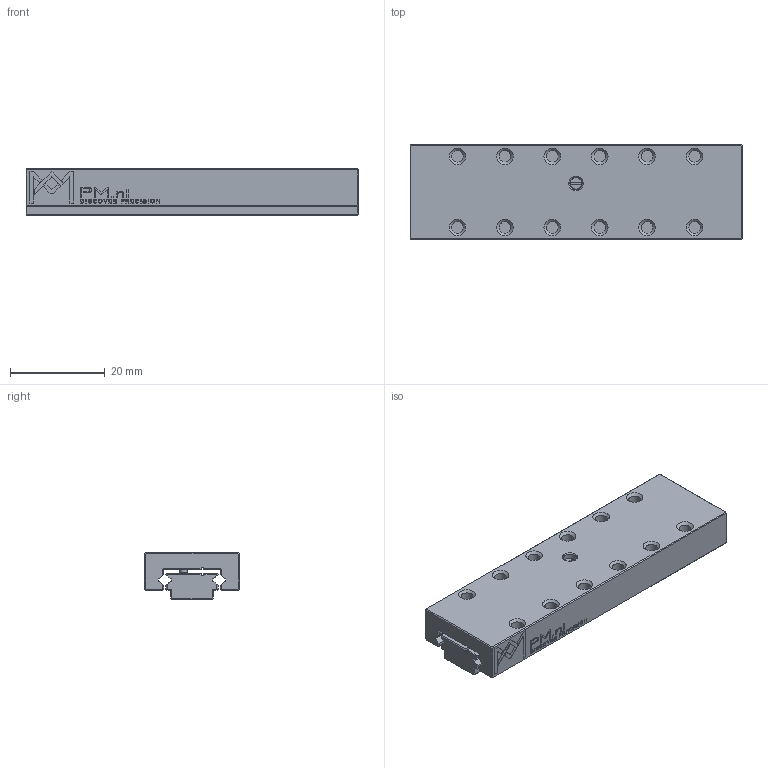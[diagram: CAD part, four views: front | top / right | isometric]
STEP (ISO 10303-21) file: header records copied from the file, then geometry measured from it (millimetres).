
FILE_DESCRIPTION(/* description */ (''),/* implementation_level */ '2;1');
FILE_NAME(/* name */ 'MSR 9-70.stp',/* time_stamp */ '2024-09-19T16:12:04+02:00',/* author */ (''),/* organization */ (''),/* preprocessor_version */ 'ST-DEVELOPER v16.7',/* originating_system */ 'SIEMENS PLM Software NX 12.0',/* authorisation */ '');
FILE_SCHEMA (('AUTOMOTIVE_DESIGN { 1 0 10303 214 3 1 1 1 }'));
Length unit declared in the file: millimetre
Products named in the file (1): 046140_A_15-Slide MSR 9-70 Assy_stp
Bounding box: 70 x 20 x 10 mm (x, y, z)
Volume: 10523.2 mm3; surface area: 8203.7 mm2
Topology: 3 solids, 3 shells, 1642 faces, 4635 edges, 3081 vertices
Faces by surface type: plane 1402, bspline 180, cone 34, cylinder 26
Full cylindrical faces by diameter (mm): 1.5 x2, 1.6 x1, 2 x1, 2.5 x13, 2.7 x1, 3.3 x4, 6 x2
Entity records: 56836 total; most frequent: CARTESIAN_POINT 11789, ORIENTED_EDGE 9130, DIRECTION 7230, EDGE_CURVE 4565, LINE 4082, VECTOR 4082, VERTEX_POINT 3061, EDGE_LOOP 1778
